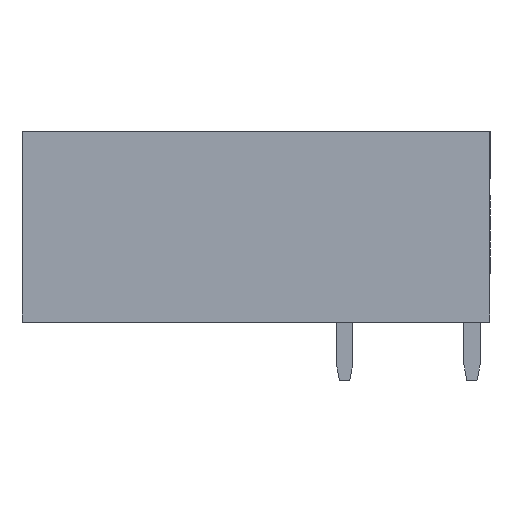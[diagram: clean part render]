
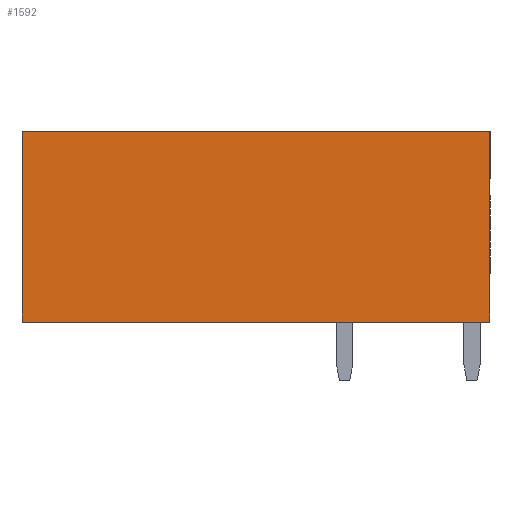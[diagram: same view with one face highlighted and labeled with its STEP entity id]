
A CAD part, left-side view. The second image highlights one B-rep face of the part: STEP entity #1592.
In plain terms, the highlighted planar face has unit normal (-1, 0, 0).
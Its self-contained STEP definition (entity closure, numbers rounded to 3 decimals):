
#1579=AXIS2_PLACEMENT_3D('Plane Axis2P3D',#1576,#1577,#1578) ;
#77=CARTESIAN_POINT('Vertex',(0.,28.,14.9)) ;
#80=CARTESIAN_POINT('Line Origine',(0.,14.,14.9)) ;
#84=CARTESIAN_POINT('Vertex',(0.,0.,14.9)) ;
#144=CARTESIAN_POINT('Line Origine',(0.,14.,3.5)) ;
#148=CARTESIAN_POINT('Vertex',(0.,28.,3.5)) ;
#150=CARTESIAN_POINT('Vertex',(0.,0.,3.5)) ;
#352=CARTESIAN_POINT('Line Origine',(0.,0.,9.2)) ;
#1576=CARTESIAN_POINT('Axis2P3D Location',(0.,0.,0.)) ;
#1581=CARTESIAN_POINT('Line Origine',(0.,28.,9.2)) ;
#81=DIRECTION('Vector Direction',(0.,-1.,0.)) ;
#145=DIRECTION('Vector Direction',(0.,1.,0.)) ;
#353=DIRECTION('Vector Direction',(0.,0.,-1.)) ;
#1577=DIRECTION('Axis2P3D Direction',(-1.,0.,0.)) ;
#1578=DIRECTION('Axis2P3D XDirection',(0.,-1.,0.)) ;
#1582=DIRECTION('Vector Direction',(0.,0.,1.)) ;
#82=VECTOR('Line Direction',#81,1.) ;
#146=VECTOR('Line Direction',#145,1.) ;
#354=VECTOR('Line Direction',#353,1.) ;
#1583=VECTOR('Line Direction',#1582,1.) ;
#1587=ORIENTED_EDGE('',*,*,#152,.T.) ;
#1588=ORIENTED_EDGE('',*,*,#356,.T.) ;
#1589=ORIENTED_EDGE('',*,*,#86,.T.) ;
#1590=ORIENTED_EDGE('',*,*,#1585,.T.) ;
#1592=ADVANCED_FACE('HOUSING',(#1591),#1580,.T.) ;
#86=EDGE_CURVE('',#85,#78,#83,.F.) ;
#152=EDGE_CURVE('',#149,#151,#147,.F.) ;
#356=EDGE_CURVE('',#151,#85,#355,.F.) ;
#1585=EDGE_CURVE('',#78,#149,#1584,.F.) ;
#1586=EDGE_LOOP('',(#1587,#1588,#1589,#1590)) ;
#1591=FACE_OUTER_BOUND('',#1586,.T.) ;
#83=LINE('Line',#80,#82) ;
#147=LINE('Line',#144,#146) ;
#355=LINE('Line',#352,#354) ;
#1584=LINE('Line',#1581,#1583) ;
#1580=PLANE('',#1579) ;
#78=VERTEX_POINT('',#77) ;
#85=VERTEX_POINT('',#84) ;
#149=VERTEX_POINT('',#148) ;
#151=VERTEX_POINT('',#150) ;
